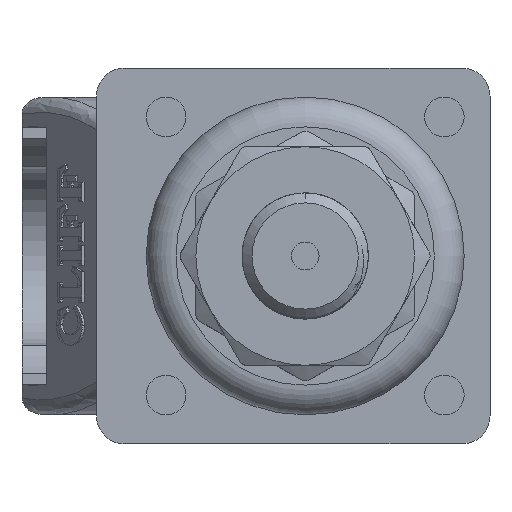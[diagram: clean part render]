
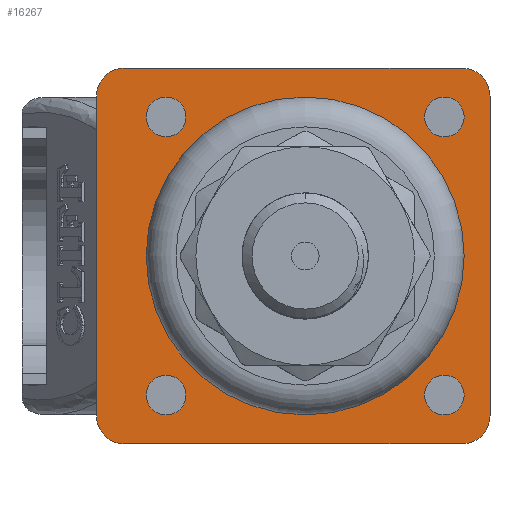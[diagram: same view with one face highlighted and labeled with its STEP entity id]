
A CAD part, front view. The second image highlights one B-rep face of the part: STEP entity #16267.
In plain terms, the highlighted planar face has unit normal (0, -1, 0).
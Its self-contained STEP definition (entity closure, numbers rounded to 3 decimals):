
#47=FACE_BOUND('',#2037,.T.);
#48=FACE_BOUND('',#2038,.T.);
#49=FACE_BOUND('',#2039,.T.);
#50=FACE_BOUND('',#2040,.T.);
#51=FACE_BOUND('',#2041,.T.);
#484=PLANE('',#17344);
#1200=FACE_OUTER_BOUND('',#2036,.T.);
#2036=EDGE_LOOP('',(#12337,#12338,#12339,#12340,#12341,#12342,#12343,#12344,
#12345,#12346));
#2037=EDGE_LOOP('',(#12347));
#2038=EDGE_LOOP('',(#12348));
#2039=EDGE_LOOP('',(#12349));
#2040=EDGE_LOOP('',(#12350));
#2041=EDGE_LOOP('',(#12351,#12352,#12353,#12354,#12355,#12356,#12357,#12358));
#2708=CIRCLE('',#17272,6.225);
#2709=CIRCLE('',#17274,6.225);
#2712=CIRCLE('',#17278,6.225);
#2713=CIRCLE('',#17280,6.225);
#2729=CIRCLE('',#17310,1.);
#2731=CIRCLE('',#17314,1.);
#2733=CIRCLE('',#17318,1.);
#2735=CIRCLE('',#17322,1.);
#2736=CIRCLE('',#17324,1.4);
#2740=CIRCLE('',#17332,1.4);
#2744=CIRCLE('',#17340,1.4);
#2747=CIRCLE('',#17345,1.4);
#3853=LINE('',#59166,#5214);
#3860=LINE('',#59215,#5221);
#3895=LINE('',#59436,#5256);
#3988=LINE('',#59873,#5349);
#3990=LINE('',#59876,#5351);
#3992=LINE('',#59879,#5353);
#3994=LINE('',#59882,#5355);
#4012=LINE('',#59968,#5373);
#4016=LINE('',#59984,#5377);
#4019=LINE('',#59999,#5380);
#5214=VECTOR('',#19214,10.);
#5221=VECTOR('',#19231,10.);
#5256=VECTOR('',#19382,10.);
#5349=VECTOR('',#19507,10.);
#5351=VECTOR('',#19511,10.);
#5353=VECTOR('',#19515,10.);
#5355=VECTOR('',#19519,10.);
#5373=VECTOR('',#19621,10.);
#5377=VECTOR('',#19641,10.);
#5380=VECTOR('',#19662,10.);
#6867=VERTEX_POINT('',#59159);
#6869=VERTEX_POINT('',#59163);
#6870=VERTEX_POINT('',#59165);
#6883=VERTEX_POINT('',#59202);
#7048=VERTEX_POINT('',#59829);
#7051=VERTEX_POINT('',#59834);
#7053=VERTEX_POINT('',#59839);
#7054=VERTEX_POINT('',#59841);
#7056=VERTEX_POINT('',#59847);
#7059=VERTEX_POINT('',#59852);
#7061=VERTEX_POINT('',#59857);
#7062=VERTEX_POINT('',#59859);
#7082=VERTEX_POINT('',#59932);
#7084=VERTEX_POINT('',#59939);
#7086=VERTEX_POINT('',#59946);
#7088=VERTEX_POINT('',#59953);
#7089=VERTEX_POINT('',#59957);
#7091=VERTEX_POINT('',#59965);
#7093=VERTEX_POINT('',#59973);
#7095=VERTEX_POINT('',#59981);
#7097=VERTEX_POINT('',#59989);
#7099=VERTEX_POINT('',#59997);
#8767=EDGE_CURVE('',#6870,#6869,#3853,.T.);
#8781=EDGE_CURVE('',#6867,#6883,#3860,.T.);
#8853=EDGE_CURVE('',#6883,#6870,#3895,.T.);
#8977=EDGE_CURVE('',#7048,#7051,#2708,.T.);
#8979=EDGE_CURVE('',#7054,#7053,#2709,.T.);
#8985=EDGE_CURVE('',#7056,#7059,#2712,.T.);
#8987=EDGE_CURVE('',#7062,#7061,#2713,.T.);
#8994=EDGE_CURVE('',#7051,#7062,#3988,.T.);
#8996=EDGE_CURVE('',#7059,#7054,#3990,.T.);
#8998=EDGE_CURVE('',#7061,#7056,#3992,.T.);
#9000=EDGE_CURVE('',#7053,#7048,#3994,.T.);
#9026=EDGE_CURVE('',#7082,#7082,#2729,.T.);
#9029=EDGE_CURVE('',#7084,#7084,#2731,.T.);
#9032=EDGE_CURVE('',#7086,#7086,#2733,.T.);
#9035=EDGE_CURVE('',#7088,#7088,#2735,.T.);
#9037=EDGE_CURVE('',#7089,#6869,#2736,.T.);
#9042=EDGE_CURVE('',#7089,#7091,#4012,.T.);
#9045=EDGE_CURVE('',#7093,#7091,#2740,.T.);
#9050=EDGE_CURVE('',#7093,#7095,#4016,.T.);
#9053=EDGE_CURVE('',#7097,#7095,#2744,.T.);
#9057=EDGE_CURVE('',#6867,#7099,#2747,.T.);
#9058=EDGE_CURVE('',#7097,#7099,#4019,.T.);
#12337=ORIENTED_EDGE('',*,*,#9057,.F.);
#12338=ORIENTED_EDGE('',*,*,#8781,.T.);
#12339=ORIENTED_EDGE('',*,*,#8853,.T.);
#12340=ORIENTED_EDGE('',*,*,#8767,.T.);
#12341=ORIENTED_EDGE('',*,*,#9037,.F.);
#12342=ORIENTED_EDGE('',*,*,#9042,.T.);
#12343=ORIENTED_EDGE('',*,*,#9045,.F.);
#12344=ORIENTED_EDGE('',*,*,#9050,.T.);
#12345=ORIENTED_EDGE('',*,*,#9053,.F.);
#12346=ORIENTED_EDGE('',*,*,#9058,.T.);
#12347=ORIENTED_EDGE('',*,*,#9035,.T.);
#12348=ORIENTED_EDGE('',*,*,#9032,.T.);
#12349=ORIENTED_EDGE('',*,*,#9029,.T.);
#12350=ORIENTED_EDGE('',*,*,#9026,.T.);
#12351=ORIENTED_EDGE('',*,*,#8977,.T.);
#12352=ORIENTED_EDGE('',*,*,#8994,.T.);
#12353=ORIENTED_EDGE('',*,*,#8987,.T.);
#12354=ORIENTED_EDGE('',*,*,#8998,.T.);
#12355=ORIENTED_EDGE('',*,*,#8985,.T.);
#12356=ORIENTED_EDGE('',*,*,#8996,.T.);
#12357=ORIENTED_EDGE('',*,*,#8979,.T.);
#12358=ORIENTED_EDGE('',*,*,#9000,.T.);
#16267=ADVANCED_FACE('',(#1200,#47,#48,#49,#50,#51),#484,.F.);
#17272=AXIS2_PLACEMENT_3D('',#59836,#19473,#19474);
#17274=AXIS2_PLACEMENT_3D('',#59842,#19478,#19479);
#17278=AXIS2_PLACEMENT_3D('',#59854,#19489,#19490);
#17280=AXIS2_PLACEMENT_3D('',#59860,#19494,#19495);
#17310=AXIS2_PLACEMENT_3D('',#59933,#19577,#19578);
#17314=AXIS2_PLACEMENT_3D('',#59940,#19586,#19587);
#17318=AXIS2_PLACEMENT_3D('',#59947,#19595,#19596);
#17322=AXIS2_PLACEMENT_3D('',#59954,#19604,#19605);
#17324=AXIS2_PLACEMENT_3D('',#59958,#19609,#19610);
#17332=AXIS2_PLACEMENT_3D('',#59974,#19629,#19630);
#17340=AXIS2_PLACEMENT_3D('',#59990,#19649,#19650);
#17344=AXIS2_PLACEMENT_3D('',#59996,#19658,#19659);
#17345=AXIS2_PLACEMENT_3D('',#59998,#19660,#19661);
#19214=DIRECTION('',(0.,0.,-1.));
#19231=DIRECTION('',(0.,0.,-1.));
#19382=DIRECTION('',(0.,0.,-1.));
#19473=DIRECTION('center_axis',(0.,1.,0.));
#19474=DIRECTION('ref_axis',(0.,0.,1.));
#19478=DIRECTION('center_axis',(0.,1.,0.));
#19479=DIRECTION('ref_axis',(0.,0.,1.));
#19489=DIRECTION('center_axis',(0.,1.,0.));
#19490=DIRECTION('ref_axis',(0.,0.,1.));
#19494=DIRECTION('center_axis',(0.,1.,0.));
#19495=DIRECTION('ref_axis',(0.,0.,1.));
#19507=DIRECTION('',(0.,0.,1.));
#19511=DIRECTION('',(0.,0.,-1.));
#19515=DIRECTION('',(1.,0.,0.));
#19519=DIRECTION('',(-1.,0.,0.));
#19577=DIRECTION('center_axis',(0.,1.,0.));
#19578=DIRECTION('ref_axis',(0.,0.,1.));
#19586=DIRECTION('center_axis',(0.,1.,0.));
#19587=DIRECTION('ref_axis',(0.,0.,1.));
#19595=DIRECTION('center_axis',(0.,1.,0.));
#19596=DIRECTION('ref_axis',(0.,0.,1.));
#19604=DIRECTION('center_axis',(0.,1.,0.));
#19605=DIRECTION('ref_axis',(0.,0.,1.));
#19609=DIRECTION('center_axis',(0.,1.,0.));
#19610=DIRECTION('ref_axis',(-0.707,0.,-0.707));
#19621=DIRECTION('',(1.,0.,0.));
#19629=DIRECTION('center_axis',(0.,1.,0.));
#19630=DIRECTION('ref_axis',(0.707,0.,-0.707));
#19641=DIRECTION('',(0.,0.,1.));
#19649=DIRECTION('center_axis',(0.,1.,0.));
#19650=DIRECTION('ref_axis',(0.707,0.,0.707));
#19658=DIRECTION('center_axis',(0.,1.,0.));
#19659=DIRECTION('ref_axis',(0.,0.,1.));
#19660=DIRECTION('center_axis',(0.,1.,0.));
#19661=DIRECTION('ref_axis',(-0.707,0.,0.707));
#19662=DIRECTION('',(-1.,0.,0.));
#59159=CARTESIAN_POINT('',(-10.5,0.,8.05));
#59163=CARTESIAN_POINT('',(-10.5,0.,-8.05));
#59165=CARTESIAN_POINT('',(-10.5,0.,-6.331));
#59166=CARTESIAN_POINT('',(-10.5,0.,9.45));
#59202=CARTESIAN_POINT('',(-10.5,0.,6.331));
#59215=CARTESIAN_POINT('',(-10.5,0.,0.));
#59436=CARTESIAN_POINT('',(-10.5,0.,0.));
#59829=CARTESIAN_POINT('',(-3.224,0.,-5.325));
#59834=CARTESIAN_POINT('',(-5.325,0.,-3.224));
#59836=CARTESIAN_POINT('Origin',(0.,0.,0.));
#59839=CARTESIAN_POINT('',(3.224,0.,-5.325));
#59841=CARTESIAN_POINT('',(5.325,0.,-3.224));
#59842=CARTESIAN_POINT('Origin',(0.,0.,0.));
#59847=CARTESIAN_POINT('',(3.224,0.,5.325));
#59852=CARTESIAN_POINT('',(5.325,0.,3.224));
#59854=CARTESIAN_POINT('Origin',(0.,0.,0.));
#59857=CARTESIAN_POINT('',(-3.224,0.,5.325));
#59859=CARTESIAN_POINT('',(-5.325,0.,3.224));
#59860=CARTESIAN_POINT('Origin',(0.,0.,0.));
#59873=CARTESIAN_POINT('',(-5.325,0.,-3.224));
#59876=CARTESIAN_POINT('',(5.325,0.,3.224));
#59879=CARTESIAN_POINT('',(-3.224,0.,5.325));
#59882=CARTESIAN_POINT('',(3.224,0.,-5.325));
#59932=CARTESIAN_POINT('',(-7.,0.,-8.));
#59933=CARTESIAN_POINT('Origin',(-7.,0.,-7.));
#59939=CARTESIAN_POINT('',(7.,0.,-8.));
#59940=CARTESIAN_POINT('Origin',(7.,0.,-7.));
#59946=CARTESIAN_POINT('',(-7.,0.,6.));
#59947=CARTESIAN_POINT('Origin',(-7.,0.,7.));
#59953=CARTESIAN_POINT('',(7.,0.,6.));
#59954=CARTESIAN_POINT('Origin',(7.,0.,7.));
#59957=CARTESIAN_POINT('',(-9.1,0.,-9.45));
#59958=CARTESIAN_POINT('Origin',(-9.1,0.,-8.05));
#59965=CARTESIAN_POINT('',(7.9,0.,-9.45));
#59968=CARTESIAN_POINT('',(-10.5,0.,-9.45));
#59973=CARTESIAN_POINT('',(9.3,0.,-8.05));
#59974=CARTESIAN_POINT('Origin',(7.9,0.,-8.05));
#59981=CARTESIAN_POINT('',(9.3,0.,8.05));
#59984=CARTESIAN_POINT('',(9.3,0.,-9.45));
#59989=CARTESIAN_POINT('',(7.9,0.,9.45));
#59990=CARTESIAN_POINT('Origin',(7.9,0.,8.05));
#59996=CARTESIAN_POINT('Origin',(-0.6,0.,0.));
#59997=CARTESIAN_POINT('',(-9.1,0.,9.45));
#59998=CARTESIAN_POINT('Origin',(-9.1,0.,8.05));
#59999=CARTESIAN_POINT('',(9.3,0.,9.45));
